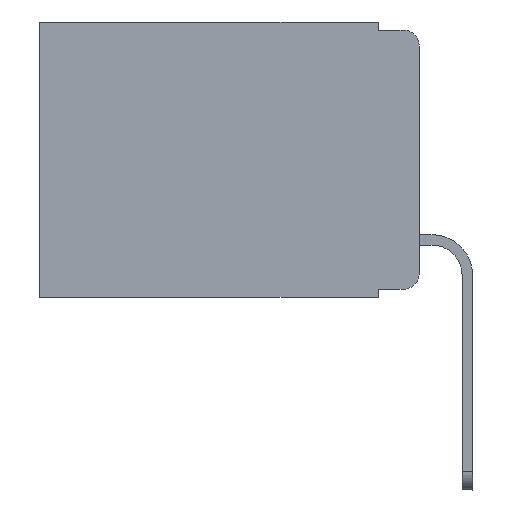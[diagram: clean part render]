
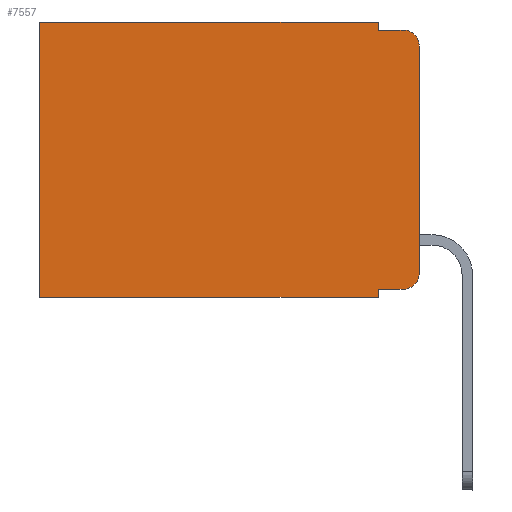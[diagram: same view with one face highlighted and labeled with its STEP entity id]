
A CAD part, left-side view. The second image highlights one B-rep face of the part: STEP entity #7557.
In plain terms, the highlighted planar face has unit normal (-1, 0, 0).
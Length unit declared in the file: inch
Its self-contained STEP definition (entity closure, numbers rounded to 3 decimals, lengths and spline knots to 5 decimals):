
#17 = CARTESIAN_POINT ( 'NONE',  ( 0.298, 0.473, -0.343 ) ) ;
#123 = EDGE_CURVE ( 'NONE', #9400, #7560, #9638, .T. ) ;
#221 = CARTESIAN_POINT ( 'NONE',  ( 0.298, 0.051, 0. ) ) ;
#549 = CARTESIAN_POINT ( 'NONE',  ( 0.298, 0.02, -0.01 ) ) ;
#630 = CARTESIAN_POINT ( 'NONE',  ( 0.298, 0., 0. ) ) ;
#689 = VERTEX_POINT ( 'NONE', #2769 ) ;
#970 = CARTESIAN_POINT ( 'NONE',  ( 0.298, 0.02, -0.313 ) ) ;
#1033 = AXIS2_PLACEMENT_3D ( 'NONE', #7211, #7167, #3307 ) ;
#1660 = EDGE_CURVE ( 'NONE', #3191, #8149, #3967, .T. ) ;
#1704 = ORIENTED_EDGE ( 'NONE', *, *, #4964, .T. ) ;
#1747 = DIRECTION ( 'NONE',  ( 0., 0., -1. ) ) ;
#1799 = VECTOR ( 'NONE', #3359, 39.37008 ) ;
#1902 = CARTESIAN_POINT ( 'NONE',  ( 0.298, 0.473, 0. ) ) ;
#1989 = ORIENTED_EDGE ( 'NONE', *, *, #7467, .F. ) ;
#2042 = ORIENTED_EDGE ( 'NONE', *, *, #1660, .F. ) ;
#2309 = ORIENTED_EDGE ( 'NONE', *, *, #2890, .T. ) ;
#2425 = EDGE_CURVE ( 'NONE', #689, #3191, #5392, .T. ) ;
#2485 = VECTOR ( 'NONE', #8147, 39.37008 ) ;
#2553 = VECTOR ( 'NONE', #7770, 39.37008 ) ;
#2665 = VECTOR ( 'NONE', #1747, 39.37008 ) ;
#2769 = CARTESIAN_POINT ( 'NONE',  ( 0.298, 0.051, -0.333 ) ) ;
#2890 = EDGE_CURVE ( 'NONE', #9400, #9599, #5981, .T. ) ;
#3191 = VERTEX_POINT ( 'NONE', #9159 ) ;
#3307 = DIRECTION ( 'NONE',  ( 0., 0., -1. ) ) ;
#3336 = VERTEX_POINT ( 'NONE', #4989 ) ;
#3359 = DIRECTION ( 'NONE',  ( 0., 0., -1. ) ) ;
#3548 = DIRECTION ( 'NONE',  ( 0., 0., -1. ) ) ;
#3650 = DIRECTION ( 'NONE',  ( 0., -1., 0. ) ) ;
#3668 = CARTESIAN_POINT ( 'NONE',  ( 0.298, 0.051, -0.333 ) ) ;
#3788 = DIRECTION ( 'NONE',  ( 0., 0., -1. ) ) ;
#3958 = VECTOR ( 'NONE', #3650, 39.37008 ) ;
#3967 = LINE ( 'NONE', #4798, #2553 ) ;
#3984 = AXIS2_PLACEMENT_3D ( 'NONE', #6283, #5532, #5112 ) ;
#4068 = EDGE_LOOP ( 'NONE', ( #1989, #8865, #7091, #5646, #2309, #1704, #2042, #9572, #8476, #5524 ) ) ;
#4333 = LINE ( 'NONE', #9160, #3958 ) ;
#4599 = EDGE_CURVE ( 'NONE', #7560, #6306, #4333, .T. ) ;
#4617 = CARTESIAN_POINT ( 'NONE',  ( 0.298, 0.051, 0. ) ) ;
#4706 = CARTESIAN_POINT ( 'NONE',  ( 0.298, 0.051, 0. ) ) ;
#4798 = CARTESIAN_POINT ( 'NONE',  ( 0.298, 0., -0.343 ) ) ;
#4856 = DIRECTION ( 'NONE',  ( 0., 1., 0. ) ) ;
#4964 = EDGE_CURVE ( 'NONE', #9599, #8149, #9964, .T. ) ;
#4989 = CARTESIAN_POINT ( 'NONE',  ( 0.298, 0., -0.313 ) ) ;
#5112 = DIRECTION ( 'NONE',  ( 0., 0., -1. ) ) ;
#5392 = LINE ( 'NONE', #4617, #7291 ) ;
#5524 = ORIENTED_EDGE ( 'NONE', *, *, #8330, .T. ) ;
#5532 = DIRECTION ( 'NONE',  ( 1., 0., 0. ) ) ;
#5646 = ORIENTED_EDGE ( 'NONE', *, *, #123, .F. ) ;
#5726 = DIRECTION ( 'NONE',  ( 0., 0., -1. ) ) ;
#5827 = CARTESIAN_POINT ( 'NONE',  ( 0.298, 0., -0.03 ) ) ;
#5971 = CIRCLE ( 'NONE', #1033, 0.02 ) ;
#5981 = LINE ( 'NONE', #630, #6508 ) ;
#5992 = VECTOR ( 'NONE', #3548, 39.37008 ) ;
#6283 = CARTESIAN_POINT ( 'NONE',  ( 0.298, 0., 0. ) ) ;
#6306 = VERTEX_POINT ( 'NONE', #549 ) ;
#6335 = LINE ( 'NONE', #6385, #2665 ) ;
#6385 = CARTESIAN_POINT ( 'NONE',  ( 0.298, 0., 0. ) ) ;
#6508 = VECTOR ( 'NONE', #4856, 39.37008 ) ;
#6737 = CARTESIAN_POINT ( 'NONE',  ( 0.298, 0.051, -0.01 ) ) ;
#7091 = ORIENTED_EDGE ( 'NONE', *, *, #4599, .F. ) ;
#7167 = DIRECTION ( 'NONE',  ( -1., 0., 0. ) ) ;
#7211 = CARTESIAN_POINT ( 'NONE',  ( 0.298, 0.02, -0.03 ) ) ;
#7221 = EDGE_CURVE ( 'NONE', #689, #9659, #8969, .T. ) ;
#7291 = VECTOR ( 'NONE', #3788, 39.37008 ) ;
#7402 = DIRECTION ( 'NONE',  ( -1., 0., 0. ) ) ;
#7439 = CIRCLE ( 'NONE', #8918, 0.02 ) ;
#7467 = EDGE_CURVE ( 'NONE', #8267, #3336, #6335, .T. ) ;
#7557 = ADVANCED_FACE ( 'NONE', ( #8848 ), #8646, .F. ) ;
#7560 = VERTEX_POINT ( 'NONE', #6737 ) ;
#7770 = DIRECTION ( 'NONE',  ( 0., 1., 0. ) ) ;
#8147 = DIRECTION ( 'NONE',  ( 0., -1., 0. ) ) ;
#8149 = VERTEX_POINT ( 'NONE', #17 ) ;
#8267 = VERTEX_POINT ( 'NONE', #5827 ) ;
#8281 = CARTESIAN_POINT ( 'NONE',  ( 0.298, 0.02, -0.333 ) ) ;
#8330 = EDGE_CURVE ( 'NONE', #9659, #3336, #7439, .T. ) ;
#8476 = ORIENTED_EDGE ( 'NONE', *, *, #7221, .T. ) ;
#8646 = PLANE ( 'NONE',  #3984 ) ;
#8848 = FACE_OUTER_BOUND ( 'NONE', #4068, .T. ) ;
#8865 = ORIENTED_EDGE ( 'NONE', *, *, #9381, .T. ) ;
#8918 = AXIS2_PLACEMENT_3D ( 'NONE', #970, #7402, #5726 ) ;
#8969 = LINE ( 'NONE', #3668, #2485 ) ;
#9159 = CARTESIAN_POINT ( 'NONE',  ( 0.298, 0.051, -0.343 ) ) ;
#9160 = CARTESIAN_POINT ( 'NONE',  ( 0.298, 0.051, -0.01 ) ) ;
#9381 = EDGE_CURVE ( 'NONE', #8267, #6306, #5971, .T. ) ;
#9400 = VERTEX_POINT ( 'NONE', #4706 ) ;
#9572 = ORIENTED_EDGE ( 'NONE', *, *, #2425, .F. ) ;
#9599 = VERTEX_POINT ( 'NONE', #1902 ) ;
#9638 = LINE ( 'NONE', #221, #1799 ) ;
#9659 = VERTEX_POINT ( 'NONE', #8281 ) ;
#9865 = CARTESIAN_POINT ( 'NONE',  ( 0.298, 0.473, 0. ) ) ;
#9964 = LINE ( 'NONE', #9865, #5992 ) ;
